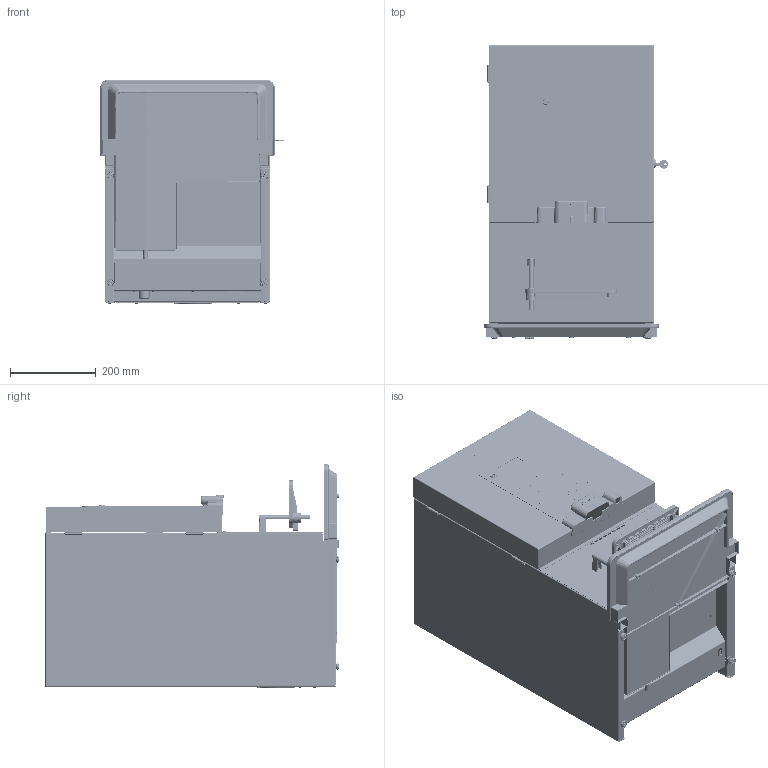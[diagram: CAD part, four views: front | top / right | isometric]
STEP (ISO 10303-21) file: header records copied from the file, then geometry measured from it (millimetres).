
FILE_DESCRIPTION(/* description */ (''),/* implementation_level */ '2;1');
FILE_NAME(/* name */ 'OV TS NG.stp',/* time_stamp */ '2014-08-27T16:50:39+02:00',/* author */ ('roland'),/* organization */ (''),/* preprocessor_version */ 'ST-DEVELOPER v15.2',/* originating_system */ 'Autodesk Inventor 2014',/* authorisation */ '');
FILE_SCHEMA (('AUTOMOTIVE_DESIGN { 1 0 10303 214 3 1 1 }'));
Products named in the file (1): 11_OV 22 TS NG_Shrinkwrap_1
Bounding box: 430.13 x 685.36 x 525.7 mm (x, y, z)
Volume: 2553762.1 mm3; surface area: 4689269.7 mm2
Topology: 16 solids, 23 shells, 11412 faces, 32287 edges, 20409 vertices
Faces by surface type: plane 5145, cylinder 2963, bspline 2259, cone 506, torus 421, sphere 118
Full cylindrical faces by diameter (mm): 1.5 x2, 1.6 x12, 1.8 x3, 2 x5, 2.5 x2, 3 x2, 3.2 x4, 3.242 x2, 3.3 x24, 3.5 x28, 3.621 x11, 4 x15, 4.2 x5, 4.5 x13, 5 x14, 5.379 x15, 5.4 x1, 5.5 x7, 6 x1, 6.5 x1, 7 x3, 7.5 x1, 8 x3, 9 x2, 9.1 x1, 9.8 x1, 10 x4, 10.5 x2, 11 x1, 11.6 x1
Entity records: 507273 total; most frequent: CARTESIAN_POINT 217154, ORIENTED_EDGE 63112, DIRECTION 51583, EDGE_CURVE 31507, VERTEX_POINT 20232, AXIS2_PLACEMENT_3D 17574, LINE 16435, VECTOR 16435
